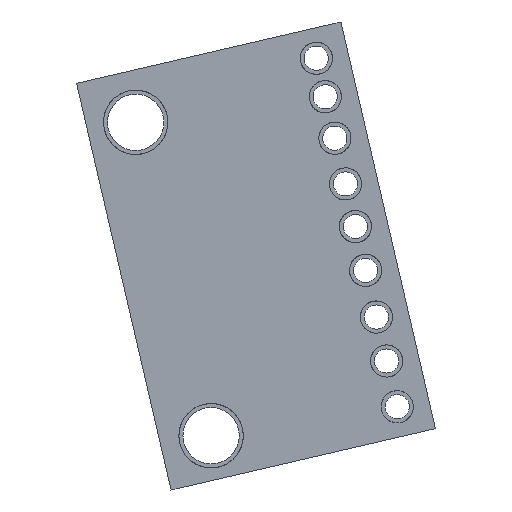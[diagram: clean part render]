
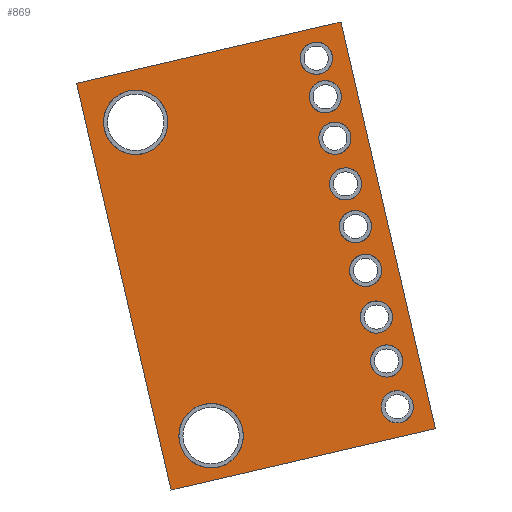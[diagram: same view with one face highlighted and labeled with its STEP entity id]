
A CAD part, left-side view. The second image highlights one B-rep face of the part: STEP entity #869.
In plain terms, the highlighted planar face has unit normal (-1, 0, 0).
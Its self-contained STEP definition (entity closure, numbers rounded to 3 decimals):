
#72=CARTESIAN_POINT('Vertex',(0.,0.,25.935)) ;
#77=CARTESIAN_POINT('Line Origine',(0.,0.,12.967)) ;
#81=CARTESIAN_POINT('Vertex',(0.,0.,0.)) ;
#108=CARTESIAN_POINT('Line Origine',(0.,8.433,0.)) ;
#112=CARTESIAN_POINT('Vertex',(0.,16.866,0.)) ;
#139=CARTESIAN_POINT('Line Origine',(0.,16.866,12.967)) ;
#143=CARTESIAN_POINT('Vertex',(0.,16.866,25.935)) ;
#170=CARTESIAN_POINT('Line Origine',(0.,8.433,25.935)) ;
#205=CARTESIAN_POINT('Vertex',(0.,15.835,22.749)) ;
#208=CARTESIAN_POINT('Axis2P3D Location',(0.,13.835,22.749)) ;
#212=CARTESIAN_POINT('Vertex',(0.,11.835,22.749)) ;
#232=CARTESIAN_POINT('Axis2P3D Location',(0.,13.835,22.749)) ;
#262=CARTESIAN_POINT('Vertex',(0.,15.678,2.722)) ;
#265=CARTESIAN_POINT('Axis2P3D Location',(0.,13.678,2.722)) ;
#269=CARTESIAN_POINT('Vertex',(0.,11.678,2.722)) ;
#289=CARTESIAN_POINT('Axis2P3D Location',(0.,13.678,2.722)) ;
#319=CARTESIAN_POINT('Vertex',(0.,3.004,24.084)) ;
#322=CARTESIAN_POINT('Axis2P3D Location',(0.,2.004,24.084)) ;
#326=CARTESIAN_POINT('Vertex',(0.,1.004,24.084)) ;
#346=CARTESIAN_POINT('Axis2P3D Location',(0.,2.004,24.084)) ;
#376=CARTESIAN_POINT('Vertex',(0.,3.004,21.634)) ;
#379=CARTESIAN_POINT('Axis2P3D Location',(0.,2.004,21.634)) ;
#383=CARTESIAN_POINT('Vertex',(0.,1.004,21.634)) ;
#403=CARTESIAN_POINT('Axis2P3D Location',(0.,2.004,21.634)) ;
#433=CARTESIAN_POINT('Vertex',(0.,3.004,18.987)) ;
#436=CARTESIAN_POINT('Axis2P3D Location',(0.,2.004,18.987)) ;
#440=CARTESIAN_POINT('Vertex',(0.,1.004,18.987)) ;
#460=CARTESIAN_POINT('Axis2P3D Location',(0.,2.004,18.987)) ;
#490=CARTESIAN_POINT('Vertex',(0.,3.004,16.074)) ;
#493=CARTESIAN_POINT('Axis2P3D Location',(0.,2.004,16.074)) ;
#497=CARTESIAN_POINT('Vertex',(0.,1.004,16.074)) ;
#517=CARTESIAN_POINT('Axis2P3D Location',(0.,2.004,16.074)) ;
#547=CARTESIAN_POINT('Vertex',(0.,3.004,13.354)) ;
#550=CARTESIAN_POINT('Axis2P3D Location',(0.,2.004,13.354)) ;
#554=CARTESIAN_POINT('Vertex',(0.,1.004,13.354)) ;
#574=CARTESIAN_POINT('Axis2P3D Location',(0.,2.004,13.354)) ;
#604=CARTESIAN_POINT('Vertex',(0.,3.004,10.557)) ;
#607=CARTESIAN_POINT('Axis2P3D Location',(0.,2.004,10.557)) ;
#611=CARTESIAN_POINT('Vertex',(0.,1.004,10.557)) ;
#631=CARTESIAN_POINT('Axis2P3D Location',(0.,2.004,10.557)) ;
#661=CARTESIAN_POINT('Vertex',(0.,3.004,7.581)) ;
#664=CARTESIAN_POINT('Axis2P3D Location',(0.,2.004,7.581)) ;
#668=CARTESIAN_POINT('Vertex',(0.,1.004,7.581)) ;
#688=CARTESIAN_POINT('Axis2P3D Location',(0.,2.004,7.581)) ;
#718=CARTESIAN_POINT('Vertex',(0.,3.004,4.778)) ;
#721=CARTESIAN_POINT('Axis2P3D Location',(0.,2.004,4.778)) ;
#725=CARTESIAN_POINT('Vertex',(0.,1.004,4.778)) ;
#745=CARTESIAN_POINT('Axis2P3D Location',(0.,2.004,4.778)) ;
#775=CARTESIAN_POINT('Vertex',(0.,3.004,1.858)) ;
#778=CARTESIAN_POINT('Axis2P3D Location',(0.,2.004,1.858)) ;
#782=CARTESIAN_POINT('Vertex',(0.,1.004,1.858)) ;
#802=CARTESIAN_POINT('Axis2P3D Location',(0.,2.004,1.858)) ;
#814=CARTESIAN_POINT('Axis2P3D Location',(0.,0.,0.)) ;
#78=DIRECTION('Vector Direction',(0.,0.,-1.)) ;
#109=DIRECTION('Vector Direction',(0.,-1.,0.)) ;
#140=DIRECTION('Vector Direction',(0.,0.,1.)) ;
#171=DIRECTION('Vector Direction',(0.,1.,0.)) ;
#209=DIRECTION('Axis2P3D Direction',(1.,0.,0.)) ;
#233=DIRECTION('Axis2P3D Direction',(1.,0.,0.)) ;
#266=DIRECTION('Axis2P3D Direction',(1.,0.,0.)) ;
#290=DIRECTION('Axis2P3D Direction',(1.,0.,0.)) ;
#323=DIRECTION('Axis2P3D Direction',(1.,0.,0.)) ;
#347=DIRECTION('Axis2P3D Direction',(1.,0.,0.)) ;
#380=DIRECTION('Axis2P3D Direction',(1.,0.,0.)) ;
#404=DIRECTION('Axis2P3D Direction',(1.,0.,0.)) ;
#437=DIRECTION('Axis2P3D Direction',(1.,0.,0.)) ;
#461=DIRECTION('Axis2P3D Direction',(1.,0.,0.)) ;
#494=DIRECTION('Axis2P3D Direction',(1.,0.,0.)) ;
#518=DIRECTION('Axis2P3D Direction',(1.,0.,0.)) ;
#551=DIRECTION('Axis2P3D Direction',(1.,0.,0.)) ;
#575=DIRECTION('Axis2P3D Direction',(1.,0.,0.)) ;
#608=DIRECTION('Axis2P3D Direction',(1.,0.,0.)) ;
#632=DIRECTION('Axis2P3D Direction',(1.,0.,0.)) ;
#665=DIRECTION('Axis2P3D Direction',(1.,0.,0.)) ;
#689=DIRECTION('Axis2P3D Direction',(1.,0.,0.)) ;
#722=DIRECTION('Axis2P3D Direction',(1.,0.,0.)) ;
#746=DIRECTION('Axis2P3D Direction',(1.,0.,0.)) ;
#779=DIRECTION('Axis2P3D Direction',(1.,0.,0.)) ;
#803=DIRECTION('Axis2P3D Direction',(1.,0.,0.)) ;
#815=DIRECTION('Axis2P3D Direction',(1.,0.,0.)) ;
#816=DIRECTION('Axis2P3D XDirection',(0.,1.,0.)) ;
#210=AXIS2_PLACEMENT_3D('Circle Axis2P3D',#208,#209,$) ;
#234=AXIS2_PLACEMENT_3D('Circle Axis2P3D',#232,#233,$) ;
#267=AXIS2_PLACEMENT_3D('Circle Axis2P3D',#265,#266,$) ;
#291=AXIS2_PLACEMENT_3D('Circle Axis2P3D',#289,#290,$) ;
#324=AXIS2_PLACEMENT_3D('Circle Axis2P3D',#322,#323,$) ;
#348=AXIS2_PLACEMENT_3D('Circle Axis2P3D',#346,#347,$) ;
#381=AXIS2_PLACEMENT_3D('Circle Axis2P3D',#379,#380,$) ;
#405=AXIS2_PLACEMENT_3D('Circle Axis2P3D',#403,#404,$) ;
#438=AXIS2_PLACEMENT_3D('Circle Axis2P3D',#436,#437,$) ;
#462=AXIS2_PLACEMENT_3D('Circle Axis2P3D',#460,#461,$) ;
#495=AXIS2_PLACEMENT_3D('Circle Axis2P3D',#493,#494,$) ;
#519=AXIS2_PLACEMENT_3D('Circle Axis2P3D',#517,#518,$) ;
#552=AXIS2_PLACEMENT_3D('Circle Axis2P3D',#550,#551,$) ;
#576=AXIS2_PLACEMENT_3D('Circle Axis2P3D',#574,#575,$) ;
#609=AXIS2_PLACEMENT_3D('Circle Axis2P3D',#607,#608,$) ;
#633=AXIS2_PLACEMENT_3D('Circle Axis2P3D',#631,#632,$) ;
#666=AXIS2_PLACEMENT_3D('Circle Axis2P3D',#664,#665,$) ;
#690=AXIS2_PLACEMENT_3D('Circle Axis2P3D',#688,#689,$) ;
#723=AXIS2_PLACEMENT_3D('Circle Axis2P3D',#721,#722,$) ;
#747=AXIS2_PLACEMENT_3D('Circle Axis2P3D',#745,#746,$) ;
#780=AXIS2_PLACEMENT_3D('Circle Axis2P3D',#778,#779,$) ;
#804=AXIS2_PLACEMENT_3D('Circle Axis2P3D',#802,#803,$) ;
#817=AXIS2_PLACEMENT_3D('Plane Axis2P3D',#814,#815,#816) ;
#820=ORIENTED_EDGE('',*,*,#174,.F.) ;
#821=ORIENTED_EDGE('',*,*,#145,.F.) ;
#822=ORIENTED_EDGE('',*,*,#114,.F.) ;
#823=ORIENTED_EDGE('',*,*,#83,.F.) ;
#826=ORIENTED_EDGE('',*,*,#236,.T.) ;
#827=ORIENTED_EDGE('',*,*,#214,.T.) ;
#830=ORIENTED_EDGE('',*,*,#293,.T.) ;
#831=ORIENTED_EDGE('',*,*,#271,.T.) ;
#834=ORIENTED_EDGE('',*,*,#350,.T.) ;
#835=ORIENTED_EDGE('',*,*,#328,.T.) ;
#838=ORIENTED_EDGE('',*,*,#407,.T.) ;
#839=ORIENTED_EDGE('',*,*,#385,.T.) ;
#842=ORIENTED_EDGE('',*,*,#464,.T.) ;
#843=ORIENTED_EDGE('',*,*,#442,.T.) ;
#846=ORIENTED_EDGE('',*,*,#521,.T.) ;
#847=ORIENTED_EDGE('',*,*,#499,.T.) ;
#850=ORIENTED_EDGE('',*,*,#578,.T.) ;
#851=ORIENTED_EDGE('',*,*,#556,.T.) ;
#854=ORIENTED_EDGE('',*,*,#635,.T.) ;
#855=ORIENTED_EDGE('',*,*,#613,.T.) ;
#858=ORIENTED_EDGE('',*,*,#692,.T.) ;
#859=ORIENTED_EDGE('',*,*,#670,.T.) ;
#862=ORIENTED_EDGE('',*,*,#749,.T.) ;
#863=ORIENTED_EDGE('',*,*,#727,.T.) ;
#866=ORIENTED_EDGE('',*,*,#806,.T.) ;
#867=ORIENTED_EDGE('',*,*,#784,.T.) ;
#828=FACE_BOUND('',#825,.T.) ;
#832=FACE_BOUND('',#829,.T.) ;
#836=FACE_BOUND('',#833,.T.) ;
#840=FACE_BOUND('',#837,.T.) ;
#844=FACE_BOUND('',#841,.T.) ;
#848=FACE_BOUND('',#845,.T.) ;
#852=FACE_BOUND('',#849,.T.) ;
#856=FACE_BOUND('',#853,.T.) ;
#860=FACE_BOUND('',#857,.T.) ;
#864=FACE_BOUND('',#861,.T.) ;
#868=FACE_BOUND('',#865,.T.) ;
#79=VECTOR('Line Direction',#78,1.) ;
#110=VECTOR('Line Direction',#109,1.) ;
#141=VECTOR('Line Direction',#140,1.) ;
#172=VECTOR('Line Direction',#171,1.) ;
#869=ADVANCED_FACE('PartBody',(#824,#828,#832,#836,#840,#844,#848,#852,#856,#860,#864,#868),#818,.F.) ;
#211=CIRCLE('generated circle',#210,2.) ;
#235=CIRCLE('generated circle',#234,2.) ;
#268=CIRCLE('generated circle',#267,2.) ;
#292=CIRCLE('generated circle',#291,2.) ;
#325=CIRCLE('generated circle',#324,1.) ;
#349=CIRCLE('generated circle',#348,1.) ;
#382=CIRCLE('generated circle',#381,1.) ;
#406=CIRCLE('generated circle',#405,1.) ;
#439=CIRCLE('generated circle',#438,1.) ;
#463=CIRCLE('generated circle',#462,1.) ;
#496=CIRCLE('generated circle',#495,1.) ;
#520=CIRCLE('generated circle',#519,1.) ;
#553=CIRCLE('generated circle',#552,1.) ;
#577=CIRCLE('generated circle',#576,1.) ;
#610=CIRCLE('generated circle',#609,1.) ;
#634=CIRCLE('generated circle',#633,1.) ;
#667=CIRCLE('generated circle',#666,1.) ;
#691=CIRCLE('generated circle',#690,1.) ;
#724=CIRCLE('generated circle',#723,1.) ;
#748=CIRCLE('generated circle',#747,1.) ;
#781=CIRCLE('generated circle',#780,1.) ;
#805=CIRCLE('generated circle',#804,1.) ;
#83=EDGE_CURVE('',#73,#82,#80,.T.) ;
#114=EDGE_CURVE('',#82,#113,#111,.F.) ;
#145=EDGE_CURVE('',#113,#144,#142,.T.) ;
#174=EDGE_CURVE('',#144,#73,#173,.F.) ;
#214=EDGE_CURVE('',#213,#206,#211,.T.) ;
#236=EDGE_CURVE('',#206,#213,#235,.T.) ;
#271=EDGE_CURVE('',#270,#263,#268,.T.) ;
#293=EDGE_CURVE('',#263,#270,#292,.T.) ;
#328=EDGE_CURVE('',#327,#320,#325,.T.) ;
#350=EDGE_CURVE('',#320,#327,#349,.T.) ;
#385=EDGE_CURVE('',#384,#377,#382,.T.) ;
#407=EDGE_CURVE('',#377,#384,#406,.T.) ;
#442=EDGE_CURVE('',#441,#434,#439,.T.) ;
#464=EDGE_CURVE('',#434,#441,#463,.T.) ;
#499=EDGE_CURVE('',#498,#491,#496,.T.) ;
#521=EDGE_CURVE('',#491,#498,#520,.T.) ;
#556=EDGE_CURVE('',#555,#548,#553,.T.) ;
#578=EDGE_CURVE('',#548,#555,#577,.T.) ;
#613=EDGE_CURVE('',#612,#605,#610,.T.) ;
#635=EDGE_CURVE('',#605,#612,#634,.T.) ;
#670=EDGE_CURVE('',#669,#662,#667,.T.) ;
#692=EDGE_CURVE('',#662,#669,#691,.T.) ;
#727=EDGE_CURVE('',#726,#719,#724,.T.) ;
#749=EDGE_CURVE('',#719,#726,#748,.T.) ;
#784=EDGE_CURVE('',#783,#776,#781,.T.) ;
#806=EDGE_CURVE('',#776,#783,#805,.T.) ;
#819=EDGE_LOOP('',(#820,#821,#822,#823)) ;
#825=EDGE_LOOP('',(#826,#827)) ;
#829=EDGE_LOOP('',(#830,#831)) ;
#833=EDGE_LOOP('',(#834,#835)) ;
#837=EDGE_LOOP('',(#838,#839)) ;
#841=EDGE_LOOP('',(#842,#843)) ;
#845=EDGE_LOOP('',(#846,#847)) ;
#849=EDGE_LOOP('',(#850,#851)) ;
#853=EDGE_LOOP('',(#854,#855)) ;
#857=EDGE_LOOP('',(#858,#859)) ;
#861=EDGE_LOOP('',(#862,#863)) ;
#865=EDGE_LOOP('',(#866,#867)) ;
#824=FACE_OUTER_BOUND('',#819,.T.) ;
#80=LINE('Line',#77,#79) ;
#111=LINE('Line',#108,#110) ;
#142=LINE('Line',#139,#141) ;
#173=LINE('Line',#170,#172) ;
#818=PLANE('',#817) ;
#73=VERTEX_POINT('',#72) ;
#82=VERTEX_POINT('',#81) ;
#113=VERTEX_POINT('',#112) ;
#144=VERTEX_POINT('',#143) ;
#206=VERTEX_POINT('',#205) ;
#213=VERTEX_POINT('',#212) ;
#263=VERTEX_POINT('',#262) ;
#270=VERTEX_POINT('',#269) ;
#320=VERTEX_POINT('',#319) ;
#327=VERTEX_POINT('',#326) ;
#377=VERTEX_POINT('',#376) ;
#384=VERTEX_POINT('',#383) ;
#434=VERTEX_POINT('',#433) ;
#441=VERTEX_POINT('',#440) ;
#491=VERTEX_POINT('',#490) ;
#498=VERTEX_POINT('',#497) ;
#548=VERTEX_POINT('',#547) ;
#555=VERTEX_POINT('',#554) ;
#605=VERTEX_POINT('',#604) ;
#612=VERTEX_POINT('',#611) ;
#662=VERTEX_POINT('',#661) ;
#669=VERTEX_POINT('',#668) ;
#719=VERTEX_POINT('',#718) ;
#726=VERTEX_POINT('',#725) ;
#776=VERTEX_POINT('',#775) ;
#783=VERTEX_POINT('',#782) ;
